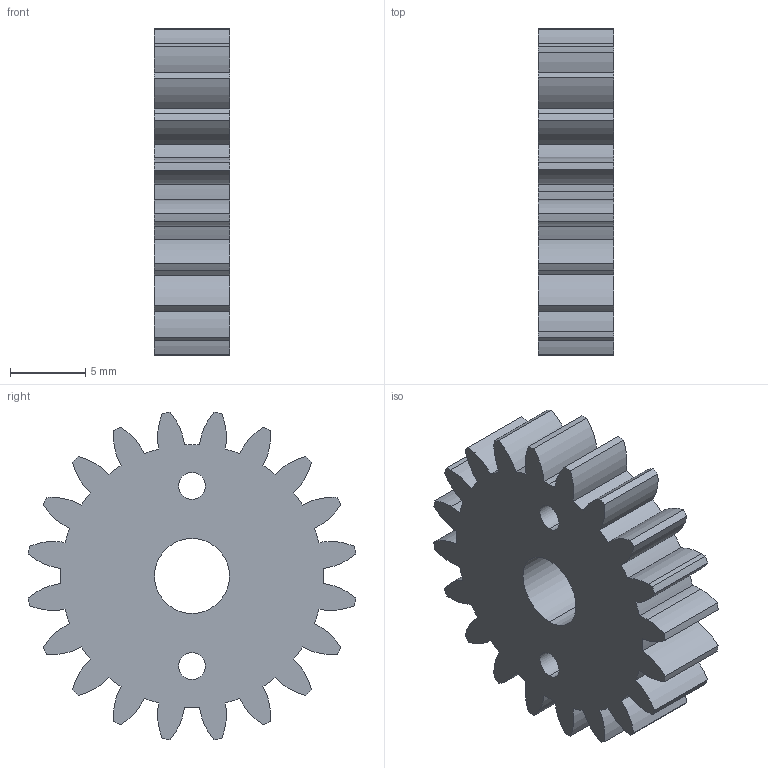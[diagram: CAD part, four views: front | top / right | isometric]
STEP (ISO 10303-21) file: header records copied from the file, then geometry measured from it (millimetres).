
FILE_DESCRIPTION (( 'STEP AP203' ), '1' );
FILE_NAME ('ISO - Spur gear 1M 20T 20PA 5FW ---S20A75H50L5.STEP', '2020-07-30T21:50:25', ( '' ), ( '' ), 'SwSTEP 2.0', 'SolidWorks 2018', '' );
FILE_SCHEMA (( 'CONFIG_CONTROL_DESIGN' ));
Length unit declared in the file: millimetre
Products named in the file (1): ISO - Spur gear 1M 20T 20PA 5FW ---S20A75H50L5
Bounding box: 5 x 21.8 x 21.8 mm (x, y, z)
Volume: 1390.2 mm3; surface area: 1324.6 mm2
Topology: 1 solids, 1 shells, 93 faces, 273 edges, 182 vertices
Faces by surface type: cylinder 91, plane 2
Entity records: 3298 total; most frequent: DIRECTION 643, CARTESIAN_POINT 549, ORIENTED_EDGE 546, AXIS2_PLACEMENT_3D 276, EDGE_CURVE 273, VERTEX_POINT 182, CIRCLE 182, EDGE_LOOP 99
